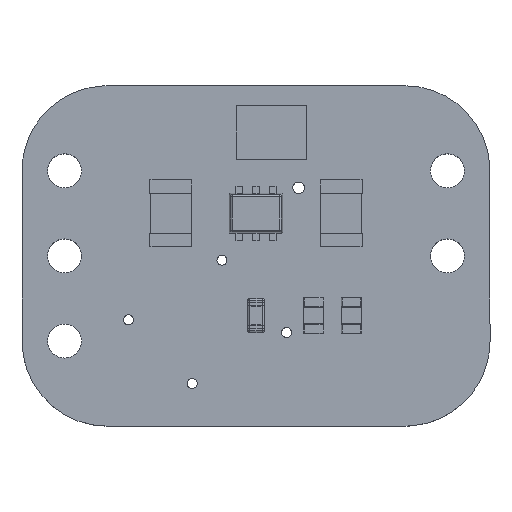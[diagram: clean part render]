
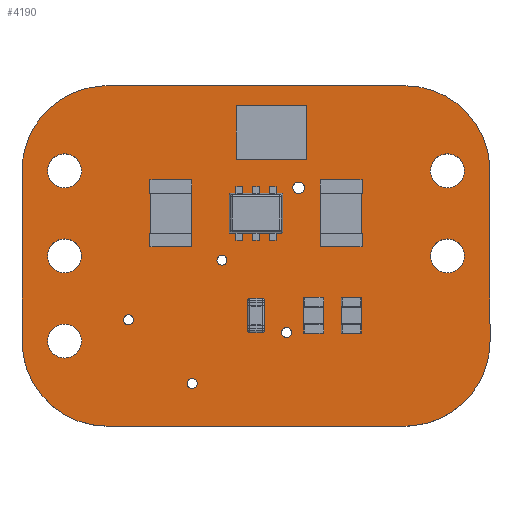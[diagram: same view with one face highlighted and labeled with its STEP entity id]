
A CAD part, top view. The second image highlights one B-rep face of the part: STEP entity #4190.
In plain terms, the highlighted planar face has unit normal (0, 0, 1).
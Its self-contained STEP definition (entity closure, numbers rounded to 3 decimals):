
#357=FACE_BOUND('',#799,.T.);
#358=FACE_BOUND('',#800,.T.);
#359=FACE_BOUND('',#801,.T.);
#360=FACE_BOUND('',#802,.T.);
#361=FACE_BOUND('',#803,.T.);
#362=FACE_BOUND('',#804,.T.);
#363=FACE_BOUND('',#805,.T.);
#364=FACE_BOUND('',#806,.T.);
#365=FACE_BOUND('',#807,.T.);
#366=FACE_BOUND('',#808,.T.);
#388=PLANE('',#4615);
#539=FACE_OUTER_BOUND('',#798,.T.);
#798=EDGE_LOOP('',(#3007,#3008,#3009,#3010,#3011,#3012,#3013,#3014,#3015,
#3016,#3017));
#799=EDGE_LOOP('',(#3018));
#800=EDGE_LOOP('',(#3019));
#801=EDGE_LOOP('',(#3020));
#802=EDGE_LOOP('',(#3021));
#803=EDGE_LOOP('',(#3022));
#804=EDGE_LOOP('',(#3023));
#805=EDGE_LOOP('',(#3024));
#806=EDGE_LOOP('',(#3025));
#807=EDGE_LOOP('',(#3026));
#808=EDGE_LOOP('',(#3027));
#1073=LINE('',#6338,#1452);
#1076=LINE('',#6344,#1455);
#1080=LINE('',#6356,#1459);
#1083=LINE('',#6362,#1462);
#1087=LINE('',#6374,#1466);
#1090=LINE('',#6380,#1469);
#1094=LINE('',#6390,#1473);
#1452=VECTOR('',#5089,10.);
#1455=VECTOR('',#5094,10.);
#1459=VECTOR('',#5106,10.);
#1462=VECTOR('',#5111,10.);
#1466=VECTOR('',#5123,10.);
#1469=VECTOR('',#5128,10.);
#1473=VECTOR('',#5140,10.);
#1819=CIRCLE('',#4568,0.508);
#1821=CIRCLE('',#4571,0.175);
#1823=CIRCLE('',#4574,0.508);
#1825=CIRCLE('',#4577,0.15);
#1827=CIRCLE('',#4580,0.508);
#1829=CIRCLE('',#4583,0.15);
#1831=CIRCLE('',#4586,0.508);
#1833=CIRCLE('',#4589,0.15);
#1835=CIRCLE('',#4592,0.508);
#1837=CIRCLE('',#4595,0.15);
#1839=CIRCLE('',#4598,2.54);
#1841=CIRCLE('',#4603,2.54);
#1843=CIRCLE('',#4608,2.54);
#1845=CIRCLE('',#4613,2.54);
#1981=VERTEX_POINT('',#6268);
#1983=VERTEX_POINT('',#6274);
#1985=VERTEX_POINT('',#6280);
#1987=VERTEX_POINT('',#6286);
#1989=VERTEX_POINT('',#6292);
#1991=VERTEX_POINT('',#6298);
#1993=VERTEX_POINT('',#6304);
#1995=VERTEX_POINT('',#6310);
#1997=VERTEX_POINT('',#6316);
#1999=VERTEX_POINT('',#6322);
#2002=VERTEX_POINT('',#6329);
#2003=VERTEX_POINT('',#6331);
#2005=VERTEX_POINT('',#6337);
#2007=VERTEX_POINT('',#6343);
#2009=VERTEX_POINT('',#6349);
#2011=VERTEX_POINT('',#6355);
#2013=VERTEX_POINT('',#6361);
#2015=VERTEX_POINT('',#6367);
#2017=VERTEX_POINT('',#6373);
#2019=VERTEX_POINT('',#6379);
#2021=VERTEX_POINT('',#6385);
#2340=EDGE_CURVE('',#1981,#1981,#1819,.T.);
#2343=EDGE_CURVE('',#1983,#1983,#1821,.T.);
#2346=EDGE_CURVE('',#1985,#1985,#1823,.T.);
#2349=EDGE_CURVE('',#1987,#1987,#1825,.T.);
#2352=EDGE_CURVE('',#1989,#1989,#1827,.T.);
#2355=EDGE_CURVE('',#1991,#1991,#1829,.T.);
#2358=EDGE_CURVE('',#1993,#1993,#1831,.T.);
#2361=EDGE_CURVE('',#1995,#1995,#1833,.T.);
#2364=EDGE_CURVE('',#1997,#1997,#1835,.T.);
#2367=EDGE_CURVE('',#1999,#1999,#1837,.T.);
#2370=EDGE_CURVE('',#2003,#2002,#1839,.T.);
#2373=EDGE_CURVE('',#2005,#2003,#1073,.T.);
#2376=EDGE_CURVE('',#2007,#2005,#1076,.T.);
#2379=EDGE_CURVE('',#2009,#2007,#1841,.T.);
#2382=EDGE_CURVE('',#2011,#2009,#1080,.T.);
#2385=EDGE_CURVE('',#2013,#2011,#1083,.T.);
#2388=EDGE_CURVE('',#2015,#2013,#1843,.T.);
#2391=EDGE_CURVE('',#2017,#2015,#1087,.T.);
#2394=EDGE_CURVE('',#2019,#2017,#1090,.T.);
#2397=EDGE_CURVE('',#2021,#2019,#1845,.T.);
#2400=EDGE_CURVE('',#2002,#2021,#1094,.T.);
#3007=ORIENTED_EDGE('',*,*,#2400,.T.);
#3008=ORIENTED_EDGE('',*,*,#2397,.T.);
#3009=ORIENTED_EDGE('',*,*,#2394,.T.);
#3010=ORIENTED_EDGE('',*,*,#2391,.T.);
#3011=ORIENTED_EDGE('',*,*,#2388,.T.);
#3012=ORIENTED_EDGE('',*,*,#2385,.T.);
#3013=ORIENTED_EDGE('',*,*,#2382,.T.);
#3014=ORIENTED_EDGE('',*,*,#2379,.T.);
#3015=ORIENTED_EDGE('',*,*,#2376,.T.);
#3016=ORIENTED_EDGE('',*,*,#2373,.T.);
#3017=ORIENTED_EDGE('',*,*,#2370,.T.);
#3018=ORIENTED_EDGE('',*,*,#2340,.T.);
#3019=ORIENTED_EDGE('',*,*,#2343,.T.);
#3020=ORIENTED_EDGE('',*,*,#2346,.T.);
#3021=ORIENTED_EDGE('',*,*,#2349,.T.);
#3022=ORIENTED_EDGE('',*,*,#2352,.T.);
#3023=ORIENTED_EDGE('',*,*,#2355,.T.);
#3024=ORIENTED_EDGE('',*,*,#2358,.T.);
#3025=ORIENTED_EDGE('',*,*,#2361,.T.);
#3026=ORIENTED_EDGE('',*,*,#2364,.T.);
#3027=ORIENTED_EDGE('',*,*,#2367,.T.);
#4190=ADVANCED_FACE('',(#539,#357,#358,#359,#360,#361,#362,#363,#364,#365,
#366),#388,.T.);
#4568=AXIS2_PLACEMENT_3D('',#6270,#5013,#5014);
#4571=AXIS2_PLACEMENT_3D('',#6276,#5020,#5021);
#4574=AXIS2_PLACEMENT_3D('',#6282,#5027,#5028);
#4577=AXIS2_PLACEMENT_3D('',#6288,#5034,#5035);
#4580=AXIS2_PLACEMENT_3D('',#6294,#5041,#5042);
#4583=AXIS2_PLACEMENT_3D('',#6300,#5048,#5049);
#4586=AXIS2_PLACEMENT_3D('',#6306,#5055,#5056);
#4589=AXIS2_PLACEMENT_3D('',#6312,#5062,#5063);
#4592=AXIS2_PLACEMENT_3D('',#6318,#5069,#5070);
#4595=AXIS2_PLACEMENT_3D('',#6324,#5076,#5077);
#4598=AXIS2_PLACEMENT_3D('',#6332,#5083,#5084);
#4603=AXIS2_PLACEMENT_3D('',#6350,#5100,#5101);
#4608=AXIS2_PLACEMENT_3D('',#6368,#5117,#5118);
#4613=AXIS2_PLACEMENT_3D('',#6386,#5134,#5135);
#4615=AXIS2_PLACEMENT_3D('',#6391,#5141,#5142);
#5013=DIRECTION('center_axis',(0.,0.,-1.));
#5014=DIRECTION('ref_axis',(1.,0.,0.));
#5020=DIRECTION('center_axis',(0.,0.,-1.));
#5021=DIRECTION('ref_axis',(1.,0.,0.));
#5027=DIRECTION('center_axis',(0.,0.,-1.));
#5028=DIRECTION('ref_axis',(1.,0.,0.));
#5034=DIRECTION('center_axis',(0.,0.,-1.));
#5035=DIRECTION('ref_axis',(1.,0.,0.));
#5041=DIRECTION('center_axis',(0.,0.,-1.));
#5042=DIRECTION('ref_axis',(1.,0.,0.));
#5048=DIRECTION('center_axis',(0.,0.,-1.));
#5049=DIRECTION('ref_axis',(1.,0.,0.));
#5055=DIRECTION('center_axis',(0.,0.,-1.));
#5056=DIRECTION('ref_axis',(1.,0.,0.));
#5062=DIRECTION('center_axis',(0.,0.,-1.));
#5063=DIRECTION('ref_axis',(1.,0.,0.));
#5069=DIRECTION('center_axis',(0.,0.,-1.));
#5070=DIRECTION('ref_axis',(1.,0.,0.));
#5076=DIRECTION('center_axis',(0.,0.,-1.));
#5077=DIRECTION('ref_axis',(1.,0.,0.));
#5083=DIRECTION('center_axis',(0.,0.,1.));
#5084=DIRECTION('ref_axis',(-0.087,0.996,0.));
#5089=DIRECTION('',(-0.999,-0.044,0.));
#5094=DIRECTION('',(-1.,0.,0.));
#5100=DIRECTION('center_axis',(0.,0.,1.));
#5101=DIRECTION('ref_axis',(0.996,0.087,0.));
#5106=DIRECTION('',(-0.044,0.999,0.));
#5111=DIRECTION('',(0.,1.,0.));
#5117=DIRECTION('center_axis',(0.,0.,1.));
#5118=DIRECTION('ref_axis',(0.087,-0.996,0.));
#5123=DIRECTION('',(0.999,0.044,0.));
#5128=DIRECTION('',(1.,0.,0.));
#5134=DIRECTION('center_axis',(0.,0.,1.));
#5135=DIRECTION('ref_axis',(-1.,0.,0.));
#5140=DIRECTION('',(0.,-1.,0.));
#5141=DIRECTION('center_axis',(0.,0.,1.));
#5142=DIRECTION('ref_axis',(1.,0.,0.));
#6268=CARTESIAN_POINT('',(5.207,7.62,1.57));
#6270=CARTESIAN_POINT('Origin',(5.715,7.62,1.57));
#6274=CARTESIAN_POINT('',(1.095,7.112,1.57));
#6276=CARTESIAN_POINT('Origin',(1.27,7.112,1.57));
#6280=CARTESIAN_POINT('',(-6.223,7.62,1.57));
#6282=CARTESIAN_POINT('Origin',(-5.715,7.62,1.57));
#6286=CARTESIAN_POINT('',(-2.055,1.27,1.57));
#6288=CARTESIAN_POINT('Origin',(-1.905,1.27,1.57));
#6292=CARTESIAN_POINT('',(-6.223,2.54,1.57));
#6294=CARTESIAN_POINT('Origin',(-5.715,2.54,1.57));
#6298=CARTESIAN_POINT('',(-3.96,3.175,1.57));
#6300=CARTESIAN_POINT('Origin',(-3.81,3.175,1.57));
#6304=CARTESIAN_POINT('',(5.207,5.08,1.57));
#6306=CARTESIAN_POINT('Origin',(5.715,5.08,1.57));
#6310=CARTESIAN_POINT('',(0.764,2.794,1.57));
#6312=CARTESIAN_POINT('Origin',(0.914,2.794,1.57));
#6316=CARTESIAN_POINT('',(-6.223,5.08,1.57));
#6318=CARTESIAN_POINT('Origin',(-5.715,5.08,1.57));
#6322=CARTESIAN_POINT('',(-1.166,4.953,1.57));
#6324=CARTESIAN_POINT('Origin',(-1.016,4.953,1.57));
#6329=CARTESIAN_POINT('',(-6.985,7.62,1.57));
#6331=CARTESIAN_POINT('',(-4.666,10.15,1.57));
#6332=CARTESIAN_POINT('Origin',(-4.445,7.62,1.57));
#6337=CARTESIAN_POINT('',(-4.445,10.16,1.57));
#6338=CARTESIAN_POINT('',(-4.445,10.16,1.57));
#6343=CARTESIAN_POINT('',(4.445,10.16,1.57));
#6344=CARTESIAN_POINT('',(4.445,10.16,1.57));
#6349=CARTESIAN_POINT('',(6.975,7.841,1.57));
#6350=CARTESIAN_POINT('Origin',(4.445,7.62,1.57));
#6355=CARTESIAN_POINT('',(6.985,7.62,1.57));
#6356=CARTESIAN_POINT('',(6.985,7.62,1.57));
#6361=CARTESIAN_POINT('',(6.985,2.54,1.57));
#6362=CARTESIAN_POINT('',(6.985,2.54,1.57));
#6367=CARTESIAN_POINT('',(4.666,0.01,1.57));
#6368=CARTESIAN_POINT('Origin',(4.445,2.54,1.57));
#6373=CARTESIAN_POINT('',(4.445,0.,1.57));
#6374=CARTESIAN_POINT('',(4.445,0.,1.57));
#6379=CARTESIAN_POINT('',(-4.445,0.,1.57));
#6380=CARTESIAN_POINT('',(-4.445,0.,1.57));
#6385=CARTESIAN_POINT('',(-6.985,2.54,1.57));
#6386=CARTESIAN_POINT('Origin',(-4.445,2.54,1.57));
#6390=CARTESIAN_POINT('',(-6.985,7.62,1.57));
#6391=CARTESIAN_POINT('Origin',(0.,5.08,1.57));
